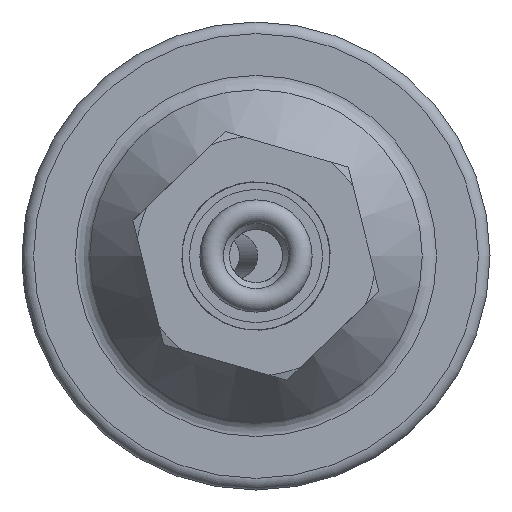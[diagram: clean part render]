
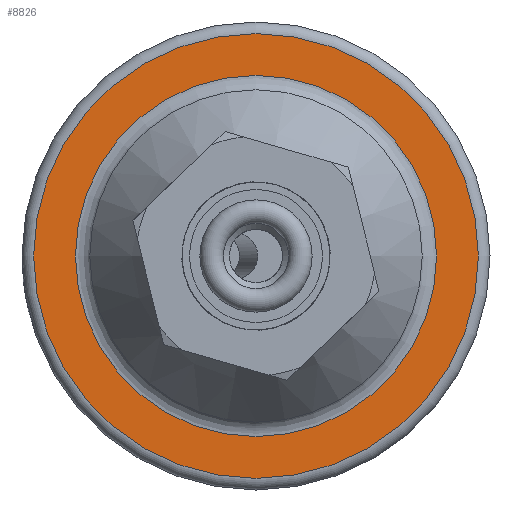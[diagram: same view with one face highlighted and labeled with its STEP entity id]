
A CAD part, front view. The second image highlights one B-rep face of the part: STEP entity #8826.
In plain terms, the highlighted planar face has unit normal (0, -1, 0).
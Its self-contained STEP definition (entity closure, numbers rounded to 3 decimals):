
#81=FACE_BOUND('',#1443,.T.);
#155=PLANE('',#9395);
#475=CIRCLE('',#9394,15.509);
#476=CIRCLE('',#9396,19.1);
#904=FACE_OUTER_BOUND('',#1442,.T.);
#1442=EDGE_LOOP('',(#5981));
#1443=EDGE_LOOP('',(#5982));
#3753=VERTEX_POINT('',#13135);
#3754=VERTEX_POINT('',#13139);
#4615=EDGE_CURVE('',#3753,#3753,#475,.T.);
#4616=EDGE_CURVE('',#3754,#3754,#476,.T.);
#5981=ORIENTED_EDGE('',*,*,#4616,.T.);
#5982=ORIENTED_EDGE('',*,*,#4615,.F.);
#8826=ADVANCED_FACE('',(#904,#81),#155,.T.);
#9394=AXIS2_PLACEMENT_3D('',#13137,#10353,#10354);
#9395=AXIS2_PLACEMENT_3D('',#13138,#10355,#10356);
#9396=AXIS2_PLACEMENT_3D('',#13140,#10357,#10358);
#10353=DIRECTION('center_axis',(0.,-1.,0.));
#10354=DIRECTION('ref_axis',(-1.,0.,0.));
#10355=DIRECTION('center_axis',(0.,-1.,0.));
#10356=DIRECTION('ref_axis',(0.,0.,-1.));
#10357=DIRECTION('center_axis',(0.,-1.,0.));
#10358=DIRECTION('ref_axis',(1.,0.,0.));
#13135=CARTESIAN_POINT('',(-0.001,-14.5,-15.509));
#13137=CARTESIAN_POINT('Origin',(-0.001,-14.5,
0.));
#13138=CARTESIAN_POINT('Origin',(12.499,-14.5,0.));
#13139=CARTESIAN_POINT('',(-0.001,-14.5,19.1));
#13140=CARTESIAN_POINT('Origin',(-0.001,-14.5,
0.));
